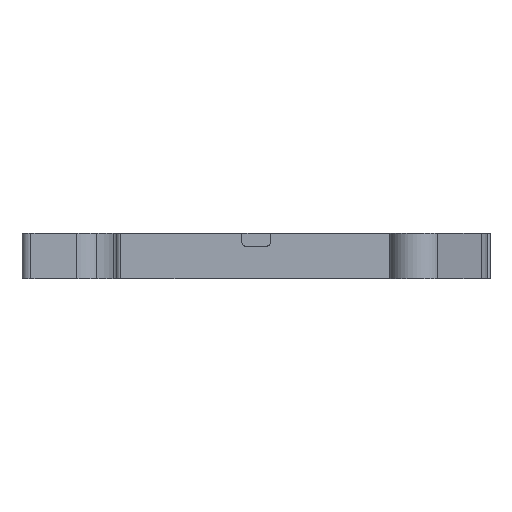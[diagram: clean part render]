
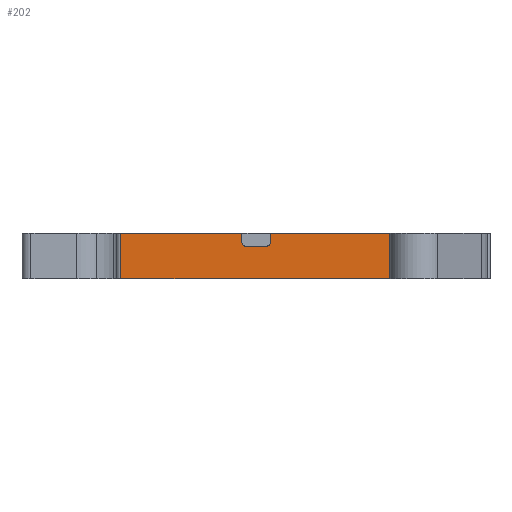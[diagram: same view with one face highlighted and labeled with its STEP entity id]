
A CAD part, front view. The second image highlights one B-rep face of the part: STEP entity #202.
In plain terms, the highlighted planar face has unit normal (0, -1, 0).
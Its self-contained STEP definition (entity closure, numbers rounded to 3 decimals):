
#25 = ORIENTED_EDGE ( 'NONE', *, *, #5036, .F. ) ;
#49 = CARTESIAN_POINT ( 'NONE',  ( -1.705, 0., 4.15 ) ) ;
#202 = ADVANCED_FACE ( 'NONE', ( #6382 ), #11371, .F. ) ;
#206 = VECTOR ( 'NONE', #11406, 1000. ) ;
#263 = CARTESIAN_POINT ( 'NONE',  ( -15.28, 0., 5.2 ) ) ;
#297 = DIRECTION ( 'NONE',  ( -1., 0., 0. ) ) ;
#656 = CARTESIAN_POINT ( 'NONE',  ( 15.424, 0., 5.2 ) ) ;
#657 = VERTEX_POINT ( 'NONE', #7604 ) ;
#921 = ORIENTED_EDGE ( 'NONE', *, *, #10847, .T. ) ;
#1009 = ORIENTED_EDGE ( 'NONE', *, *, #6734, .T. ) ;
#1034 = CARTESIAN_POINT ( 'NONE',  ( -15.28, 0., 5.15 ) ) ;
#1093 = LINE ( 'NONE', #1034, #2984 ) ;
#1099 = DIRECTION ( 'NONE',  ( 1., 0., 0. ) ) ;
#1106 = CARTESIAN_POINT ( 'NONE',  ( -1.205, 0., 3.65 ) ) ;
#1308 = CARTESIAN_POINT ( 'NONE',  ( -15.28, 0., 5.2 ) ) ;
#1399 = CARTESIAN_POINT ( 'NONE',  ( -15.28, 0., 3.65 ) ) ;
#1438 = CARTESIAN_POINT ( 'NONE',  ( 15.424, 0., 0. ) ) ;
#1588 = ORIENTED_EDGE ( 'NONE', *, *, #8203, .T. ) ;
#1603 = VERTEX_POINT ( 'NONE', #6006 ) ;
#1745 = VECTOR ( 'NONE', #3467, 1000. ) ;
#1765 = CARTESIAN_POINT ( 'NONE',  ( -15.28, 0., 5.15 ) ) ;
#1821 = CARTESIAN_POINT ( 'NONE',  ( -15.28, 0., 5.15 ) ) ;
#1983 = LINE ( 'NONE', #3773, #8678 ) ;
#1996 = CARTESIAN_POINT ( 'NONE',  ( -1.205, 0., 3.65 ) ) ;
#2185 = CARTESIAN_POINT ( 'NONE',  ( 0.995, 0., 3.65 ) ) ;
#2516 = LINE ( 'NONE', #656, #1745 ) ;
#2792 = CARTESIAN_POINT ( 'NONE',  ( -1.705, 0., 3.857 ) ) ;
#2984 = VECTOR ( 'NONE', #7349, 1000. ) ;
#3386 = VERTEX_POINT ( 'NONE', #9208 ) ;
#3467 = DIRECTION ( 'NONE',  ( 0., 0., -1. ) ) ;
#3773 = CARTESIAN_POINT ( 'NONE',  ( -15.28, 0., 0. ) ) ;
#3818 = DIRECTION ( 'NONE',  ( 0., 0., -1. ) ) ;
#3867 = VERTEX_POINT ( 'NONE', #1996 ) ;
#3931 = CARTESIAN_POINT ( 'NONE',  ( 1.495, 0., 5.2 ) ) ;
#3964 = ORIENTED_EDGE ( 'NONE', *, *, #10952, .T. ) ;
#3965 = VECTOR ( 'NONE', #3818, 1000. ) ;
#4153 = ORIENTED_EDGE ( 'NONE', *, *, #7406, .F. ) ;
#4178 = EDGE_CURVE ( 'NONE', #657, #3386, #8058, .T. ) ;
#4496 = CARTESIAN_POINT ( 'NONE',  ( -1.705, 0., 5.2 ) ) ;
#4810 = VERTEX_POINT ( 'NONE', #1765 ) ;
#4871 = VECTOR ( 'NONE', #11154, 1000. ) ;
#4875 = VERTEX_POINT ( 'NONE', #7834 ) ;
#4897 =( BOUNDED_CURVE ( )  B_SPLINE_CURVE ( 3, ( #1106, #6360, #2792, #49 ),
 .UNSPECIFIED., .F., .T. ) 
 B_SPLINE_CURVE_WITH_KNOTS ( ( 4, 4 ),
 ( 4.712, 6.283 ),
 .UNSPECIFIED. ) 
 CURVE ( )  GEOMETRIC_REPRESENTATION_ITEM ( )  RATIONAL_B_SPLINE_CURVE ( ( 1., 0.805, 0.805, 1. ) ) 
 REPRESENTATION_ITEM ( '' )  );
#5035 = LINE ( 'NONE', #1399, #206 ) ;
#5036 = EDGE_CURVE ( 'NONE', #657, #10715, #11041, .T. ) ;
#5236 = VECTOR ( 'NONE', #10086, 1000. ) ;
#5413 = VERTEX_POINT ( 'NONE', #9188 ) ;
#5930 = AXIS2_PLACEMENT_3D ( 'NONE', #1308, #10411, #297 ) ;
#6006 = CARTESIAN_POINT ( 'NONE',  ( -15.28, 0., 0. ) ) ;
#6302 = CARTESIAN_POINT ( 'NONE',  ( 15.424, 0., 5.15 ) ) ;
#6360 = CARTESIAN_POINT ( 'NONE',  ( -1.498, 0., 3.65 ) ) ;
#6382 = FACE_OUTER_BOUND ( 'NONE', #8710, .T. ) ;
#6734 = EDGE_CURVE ( 'NONE', #3386, #4875, #8851, .T. ) ;
#6758 = CARTESIAN_POINT ( 'NONE',  ( 1.288, 0., 3.65 ) ) ;
#6992 = VERTEX_POINT ( 'NONE', #9969 ) ;
#7349 = DIRECTION ( 'NONE',  ( 1., 0., 0. ) ) ;
#7396 = DIRECTION ( 'NONE',  ( -1., 0., 0. ) ) ;
#7406 = EDGE_CURVE ( 'NONE', #9747, #1603, #1983, .T. ) ;
#7604 = CARTESIAN_POINT ( 'NONE',  ( 1.495, 0., 5.15 ) ) ;
#7834 = CARTESIAN_POINT ( 'NONE',  ( 0.995, 0., 3.65 ) ) ;
#8058 = LINE ( 'NONE', #3931, #3965 ) ;
#8149 = EDGE_CURVE ( 'NONE', #4810, #6992, #1093, .T. ) ;
#8183 = LINE ( 'NONE', #263, #4871 ) ;
#8203 = EDGE_CURVE ( 'NONE', #4810, #1603, #8183, .T. ) ;
#8226 = ORIENTED_EDGE ( 'NONE', *, *, #11196, .T. ) ;
#8295 = LINE ( 'NONE', #4496, #5236 ) ;
#8483 = CARTESIAN_POINT ( 'NONE',  ( 1.495, 0., 3.857 ) ) ;
#8539 = VECTOR ( 'NONE', #1099, 1000. ) ;
#8678 = VECTOR ( 'NONE', #7396, 1000. ) ;
#8710 = EDGE_LOOP ( 'NONE', ( #921, #8226, #8947, #1588, #4153, #9603, #25, #9177, #1009, #3964 ) ) ;
#8851 =( BOUNDED_CURVE ( )  B_SPLINE_CURVE ( 3, ( #11224, #8483, #6758, #2185 ),
 .UNSPECIFIED., .F., .T. ) 
 B_SPLINE_CURVE_WITH_KNOTS ( ( 4, 4 ),
 ( 3.142, 4.712 ),
 .UNSPECIFIED. ) 
 CURVE ( )  GEOMETRIC_REPRESENTATION_ITEM ( )  RATIONAL_B_SPLINE_CURVE ( ( 1., 0.805, 0.805, 1. ) ) 
 REPRESENTATION_ITEM ( '' )  );
#8947 = ORIENTED_EDGE ( 'NONE', *, *, #8149, .F. ) ;
#9177 = ORIENTED_EDGE ( 'NONE', *, *, #4178, .T. ) ;
#9188 = CARTESIAN_POINT ( 'NONE',  ( -1.705, 0., 4.15 ) ) ;
#9208 = CARTESIAN_POINT ( 'NONE',  ( 1.495, 0., 4.15 ) ) ;
#9603 = ORIENTED_EDGE ( 'NONE', *, *, #10223, .F. ) ;
#9747 = VERTEX_POINT ( 'NONE', #1438 ) ;
#9969 = CARTESIAN_POINT ( 'NONE',  ( -1.705, 0., 5.15 ) ) ;
#10086 = DIRECTION ( 'NONE',  ( 0., 0., 1. ) ) ;
#10223 = EDGE_CURVE ( 'NONE', #10715, #9747, #2516, .T. ) ;
#10411 = DIRECTION ( 'NONE',  ( 0., 1., 0. ) ) ;
#10715 = VERTEX_POINT ( 'NONE', #6302 ) ;
#10847 = EDGE_CURVE ( 'NONE', #3867, #5413, #4897, .T. ) ;
#10952 = EDGE_CURVE ( 'NONE', #4875, #3867, #5035, .T. ) ;
#11041 = LINE ( 'NONE', #1821, #8539 ) ;
#11154 = DIRECTION ( 'NONE',  ( 0., 0., -1. ) ) ;
#11196 = EDGE_CURVE ( 'NONE', #5413, #6992, #8295, .T. ) ;
#11224 = CARTESIAN_POINT ( 'NONE',  ( 1.495, 0., 4.15 ) ) ;
#11371 = PLANE ( 'NONE',  #5930 ) ;
#11406 = DIRECTION ( 'NONE',  ( -1., 0., 0. ) ) ;
